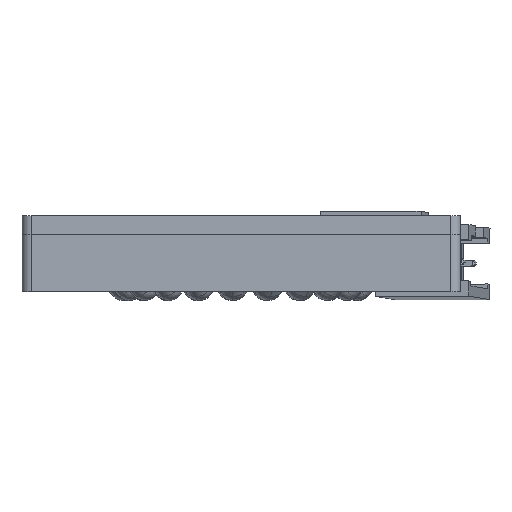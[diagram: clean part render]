
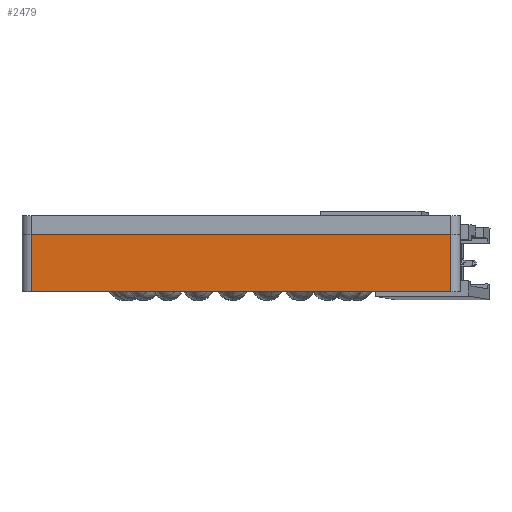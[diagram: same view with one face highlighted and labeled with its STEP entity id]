
A CAD part, left-side view. The second image highlights one B-rep face of the part: STEP entity #2479.
In plain terms, the highlighted planar face has unit normal (-1, 0, 0).
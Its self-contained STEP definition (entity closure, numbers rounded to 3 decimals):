
#57 = CARTESIAN_POINT ( 'NONE',  ( 0., 1., 6. ) ) ;
#441 = DIRECTION ( 'NONE',  ( 0., 0., -1. ) ) ;
#637 = EDGE_CURVE ( 'NONE', #6730, #3917, #6249, .T. ) ;
#674 = EDGE_CURVE ( 'NONE', #1878, #1040, #1969, .T. ) ;
#959 = DIRECTION ( 'NONE',  ( 1., 0., 0. ) ) ;
#1040 = VERTEX_POINT ( 'NONE', #1413 ) ;
#1217 = EDGE_CURVE ( 'NONE', #3917, #1040, #4362, .T. ) ;
#1227 = AXIS2_PLACEMENT_3D ( 'NONE', #3513, #959, #441 ) ;
#1413 = CARTESIAN_POINT ( 'NONE',  ( 0., 1., 6. ) ) ;
#1878 = VERTEX_POINT ( 'NONE', #2517 ) ;
#1969 = LINE ( 'NONE', #4053, #3878 ) ;
#1985 = ORIENTED_EDGE ( 'NONE', *, *, #2145, .T. ) ;
#2145 = EDGE_CURVE ( 'NONE', #1878, #6730, #5618, .T. ) ;
#2321 = ORIENTED_EDGE ( 'NONE', *, *, #1217, .T. ) ;
#2479 = ADVANCED_FACE ( 'NONE', ( #3479 ), #2941, .F. ) ;
#2517 = CARTESIAN_POINT ( 'NONE',  ( 0., 45., 6. ) ) ;
#2556 = CARTESIAN_POINT ( 'NONE',  ( 0., 0., 0. ) ) ;
#2941 = PLANE ( 'NONE',  #1227 ) ;
#3177 = CARTESIAN_POINT ( 'NONE',  ( 0., 1., 0. ) ) ;
#3334 = VECTOR ( 'NONE', #5179, 1000. ) ;
#3346 = VECTOR ( 'NONE', #5099, 1000. ) ;
#3424 = CARTESIAN_POINT ( 'NONE',  ( 0., 45., 6. ) ) ;
#3479 = FACE_OUTER_BOUND ( 'NONE', #5906, .T. ) ;
#3513 = CARTESIAN_POINT ( 'NONE',  ( 0., 0., 6. ) ) ;
#3552 = ORIENTED_EDGE ( 'NONE', *, *, #637, .T. ) ;
#3782 = DIRECTION ( 'NONE',  ( 0., 0., 1. ) ) ;
#3878 = VECTOR ( 'NONE', #5664, 1000. ) ;
#3917 = VERTEX_POINT ( 'NONE', #3177 ) ;
#4053 = CARTESIAN_POINT ( 'NONE',  ( 0., 0., 6. ) ) ;
#4337 = ORIENTED_EDGE ( 'NONE', *, *, #674, .F. ) ;
#4362 = LINE ( 'NONE', #57, #6027 ) ;
#5099 = DIRECTION ( 'NONE',  ( 0., 0., -1. ) ) ;
#5179 = DIRECTION ( 'NONE',  ( 0., -1., 0. ) ) ;
#5618 = LINE ( 'NONE', #3424, #3346 ) ;
#5664 = DIRECTION ( 'NONE',  ( 0., -1., 0. ) ) ;
#5906 = EDGE_LOOP ( 'NONE', ( #3552, #2321, #4337, #1985 ) ) ;
#6027 = VECTOR ( 'NONE', #3782, 1000. ) ;
#6196 = CARTESIAN_POINT ( 'NONE',  ( 0., 45., 0. ) ) ;
#6249 = LINE ( 'NONE', #2556, #3334 ) ;
#6730 = VERTEX_POINT ( 'NONE', #6196 ) ;
